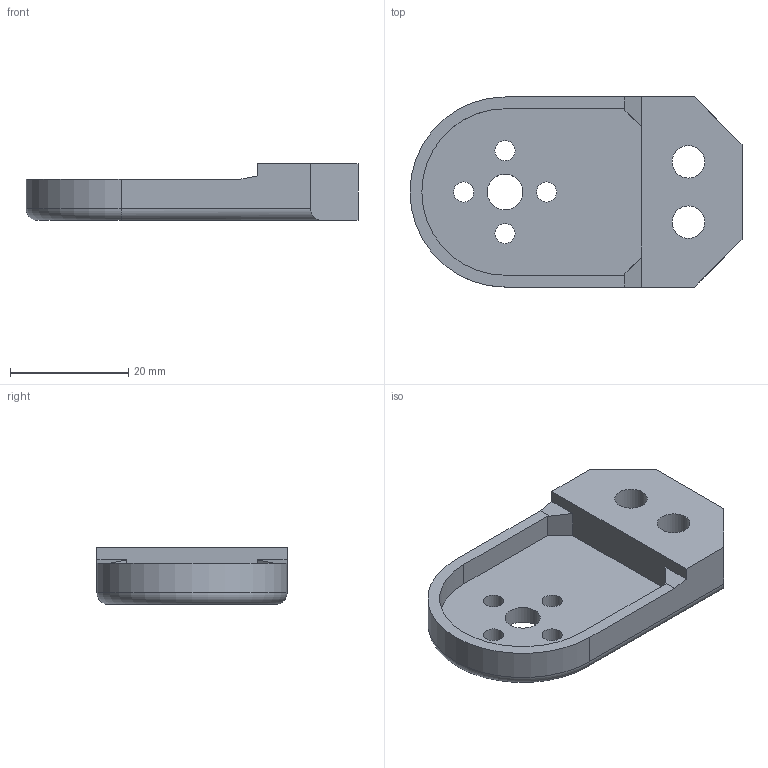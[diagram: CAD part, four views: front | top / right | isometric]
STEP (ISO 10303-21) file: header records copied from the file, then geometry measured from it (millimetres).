
FILE_DESCRIPTION(/* description */ (''),/* implementation_level */ '2;1');
FILE_NAME(/* name */ 'AM_Art.stp',/* time_stamp */ '2024-11-03T10:23:18-05:00',/* author */ ('yulio'),/* organization */ (''),/* preprocessor_version */ 'ST-DEVELOPER v20',/* originating_system */ 'Autodesk Inventor 2024',/* authorisation */ '');
FILE_SCHEMA (('AUTOMOTIVE_DESIGN { 1 0 10303 214 3 1 1 }'));
Length unit declared in the file: millimetre
Products named in the file (1): Articulacion2
Bounding box: 56.05 x 32.1 x 9.62 mm (x, y, z)
Volume: 7819.7 mm3; surface area: 5278.9 mm2
Topology: 1 solids, 1 shells, 32 faces, 82 edges, 54 vertices
Faces by surface type: plane 18, cylinder 13, torus 1
Full cylindrical faces by diameter (mm): 3.4 x4, 5.5 x2, 6 x1, 9.5 x2
Entity records: 1048 total; most frequent: DIRECTION 175, CARTESIAN_POINT 169, ORIENTED_EDGE 164, EDGE_CURVE 82, AXIS2_PLACEMENT_3D 60, LINE 55, VECTOR 55, VERTEX_POINT 54
